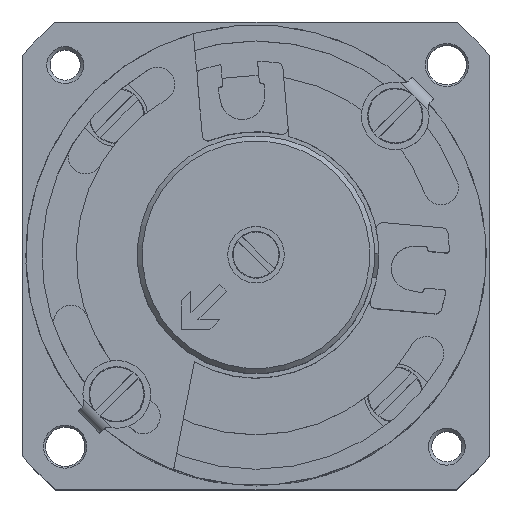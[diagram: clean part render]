
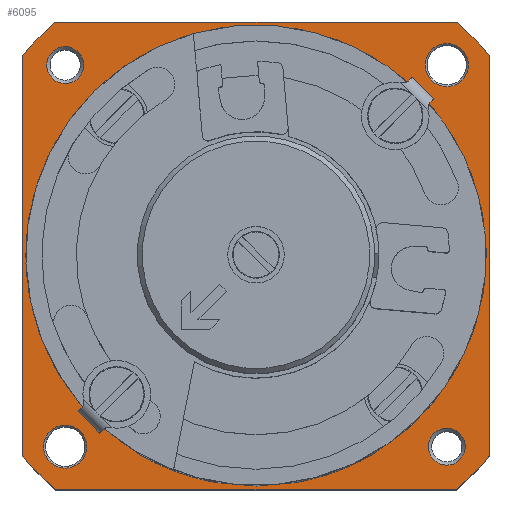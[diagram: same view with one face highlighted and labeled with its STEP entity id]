
A CAD part, top view. The second image highlights one B-rep face of the part: STEP entity #6095.
In plain terms, the highlighted face is planar.
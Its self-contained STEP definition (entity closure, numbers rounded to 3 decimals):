
#387=CIRCLE('',#6598,18.7);
#396=CIRCLE('',#6631,25.);
#400=CIRCLE('',#6637,25.);
#404=CIRCLE('',#6643,25.);
#408=CIRCLE('',#6649,25.);
#409=CIRCLE('',#6651,1.5);
#410=CIRCLE('',#6652,1.75);
#411=CIRCLE('',#6653,1.75);
#412=CIRCLE('',#6654,1.5);
#866=ORIENTED_EDGE('',*,*,#2500,.F.);
#867=ORIENTED_EDGE('',*,*,#2556,.T.);
#868=ORIENTED_EDGE('',*,*,#2557,.F.);
#869=ORIENTED_EDGE('',*,*,#2558,.T.);
#870=ORIENTED_EDGE('',*,*,#2559,.T.);
#871=ORIENTED_EDGE('',*,*,#2528,.F.);
#872=ORIENTED_EDGE('',*,*,#2555,.F.);
#873=ORIENTED_EDGE('',*,*,#2552,.F.);
#874=ORIENTED_EDGE('',*,*,#2547,.F.);
#875=ORIENTED_EDGE('',*,*,#2544,.F.);
#876=ORIENTED_EDGE('',*,*,#2539,.F.);
#877=ORIENTED_EDGE('',*,*,#2536,.F.);
#878=ORIENTED_EDGE('',*,*,#2531,.F.);
#2500=EDGE_CURVE('',#3346,#3346,#387,.F.);
#2528=EDGE_CURVE('',#3366,#3367,#3936,.T.);
#2531=EDGE_CURVE('',#3367,#3369,#396,.T.);
#2536=EDGE_CURVE('',#3369,#3373,#3940,.T.);
#2539=EDGE_CURVE('',#3373,#3375,#400,.T.);
#2544=EDGE_CURVE('',#3375,#3379,#3944,.T.);
#2547=EDGE_CURVE('',#3379,#3381,#404,.T.);
#2552=EDGE_CURVE('',#3381,#3385,#3948,.T.);
#2555=EDGE_CURVE('',#3385,#3366,#408,.T.);
#2556=EDGE_CURVE('',#3386,#3386,#409,.T.);
#2557=EDGE_CURVE('',#3387,#3387,#410,.T.);
#2558=EDGE_CURVE('',#3388,#3388,#411,.T.);
#2559=EDGE_CURVE('',#3389,#3389,#412,.T.);
#3346=VERTEX_POINT('',#9521);
#3366=VERTEX_POINT('',#9595);
#3367=VERTEX_POINT('',#9597);
#3369=VERTEX_POINT('',#9603);
#3373=VERTEX_POINT('',#9613);
#3375=VERTEX_POINT('',#9619);
#3379=VERTEX_POINT('',#9629);
#3381=VERTEX_POINT('',#9635);
#3385=VERTEX_POINT('',#9645);
#3386=VERTEX_POINT('',#9652);
#3387=VERTEX_POINT('',#9654);
#3388=VERTEX_POINT('',#9656);
#3389=VERTEX_POINT('',#9658);
#3936=LINE('',#9596,#4337);
#3940=LINE('',#9612,#4341);
#3944=LINE('',#9628,#4345);
#3948=LINE('',#9644,#4349);
#4337=VECTOR('',#7516,1000.);
#4341=VECTOR('',#7532,1000.);
#4345=VECTOR('',#7548,1000.);
#4349=VECTOR('',#7564,1000.);
#4776=EDGE_LOOP('',(#866));
#4777=EDGE_LOOP('',(#867));
#4778=EDGE_LOOP('',(#868));
#4779=EDGE_LOOP('',(#869));
#4780=EDGE_LOOP('',(#870));
#4781=EDGE_LOOP('',(#871,#872,#873,#874,#875,#876,#877,#878));
#5362=FACE_BOUND('',#4776,.T.);
#5363=FACE_BOUND('',#4777,.T.);
#5364=FACE_BOUND('',#4778,.T.);
#5365=FACE_BOUND('',#4779,.T.);
#5366=FACE_BOUND('',#4780,.T.);
#5367=FACE_BOUND('',#4781,.T.);
#5907=PLANE('',#6650);
#6095=ADVANCED_FACE('',(#5362,#5363,#5364,#5365,#5366,#5367),#5907,.F.);
#6598=AXIS2_PLACEMENT_3D('',#9520,#7452,#7453);
#6631=AXIS2_PLACEMENT_3D('',#9602,#7522,#7523);
#6637=AXIS2_PLACEMENT_3D('',#9618,#7538,#7539);
#6643=AXIS2_PLACEMENT_3D('',#9634,#7554,#7555);
#6649=AXIS2_PLACEMENT_3D('',#9649,#7570,#7571);
#6650=AXIS2_PLACEMENT_3D('',#9650,#7572,#7573);
#6651=AXIS2_PLACEMENT_3D('',#9651,#7574,#7575);
#6652=AXIS2_PLACEMENT_3D('',#9653,#7576,#7577);
#6653=AXIS2_PLACEMENT_3D('',#9655,#7578,#7579);
#6654=AXIS2_PLACEMENT_3D('',#9657,#7580,#7581);
#7452=DIRECTION('',(1.,0.,0.));
#7453=DIRECTION('',(0.,0.,-1.));
#7516=DIRECTION('',(0.,-1.,0.));
#7522=DIRECTION('',(1.,0.,0.));
#7523=DIRECTION('',(0.,0.,-1.));
#7532=DIRECTION('',(0.,0.,-1.));
#7538=DIRECTION('',(1.,0.,0.));
#7539=DIRECTION('',(0.,0.,-1.));
#7548=DIRECTION('',(0.,1.,0.));
#7554=DIRECTION('',(1.,0.,0.));
#7555=DIRECTION('',(0.,0.,-1.));
#7564=DIRECTION('',(0.,0.,1.));
#7570=DIRECTION('',(1.,0.,0.));
#7571=DIRECTION('',(0.,0.,-1.));
#7572=DIRECTION('',(1.,0.,0.));
#7573=DIRECTION('',(0.,0.,-1.));
#7574=DIRECTION('',(1.,0.,0.));
#7575=DIRECTION('',(0.,0.,-1.));
#7576=DIRECTION('',(-1.,0.,0.));
#7577=DIRECTION('',(0.,0.,1.));
#7578=DIRECTION('',(1.,0.,0.));
#7579=DIRECTION('',(0.,0.,-1.));
#7580=DIRECTION('',(1.,0.,0.));
#7581=DIRECTION('',(0.,0.,-1.));
#9520=CARTESIAN_POINT('',(-11.3,0.,0.));
#9521=CARTESIAN_POINT('',(-11.3,0.,-18.7));
#9595=CARTESIAN_POINT('',(-11.3,16.248,19.));
#9596=CARTESIAN_POINT('',(-11.3,16.248,19.));
#9597=CARTESIAN_POINT('',(-11.3,-16.248,19.));
#9602=CARTESIAN_POINT('',(-11.3,0.,0.));
#9603=CARTESIAN_POINT('',(-11.3,-19.,16.248));
#9612=CARTESIAN_POINT('',(-11.3,-19.,16.248));
#9613=CARTESIAN_POINT('',(-11.3,-19.,-16.248));
#9618=CARTESIAN_POINT('',(-11.3,0.,0.));
#9619=CARTESIAN_POINT('',(-11.3,-16.248,-19.));
#9628=CARTESIAN_POINT('',(-11.3,-16.248,-19.));
#9629=CARTESIAN_POINT('',(-11.3,16.248,-19.));
#9634=CARTESIAN_POINT('',(-11.3,0.,0.));
#9635=CARTESIAN_POINT('',(-11.3,19.,-16.248));
#9644=CARTESIAN_POINT('',(-11.3,19.,-16.248));
#9645=CARTESIAN_POINT('',(-11.3,19.,16.248));
#9649=CARTESIAN_POINT('',(-11.3,0.,0.));
#9650=CARTESIAN_POINT('',(-11.3,0.,0.));
#9651=CARTESIAN_POINT('',(-11.3,15.5,-15.5));
#9652=CARTESIAN_POINT('',(-11.3,15.5,-17.));
#9653=CARTESIAN_POINT('',(-11.3,-15.5,-15.5));
#9654=CARTESIAN_POINT('',(-11.3,-15.5,-13.75));
#9655=CARTESIAN_POINT('',(-11.3,15.5,15.5));
#9656=CARTESIAN_POINT('',(-11.3,15.5,13.75));
#9657=CARTESIAN_POINT('',(-11.3,-15.5,15.5));
#9658=CARTESIAN_POINT('',(-11.3,-15.5,14.));
